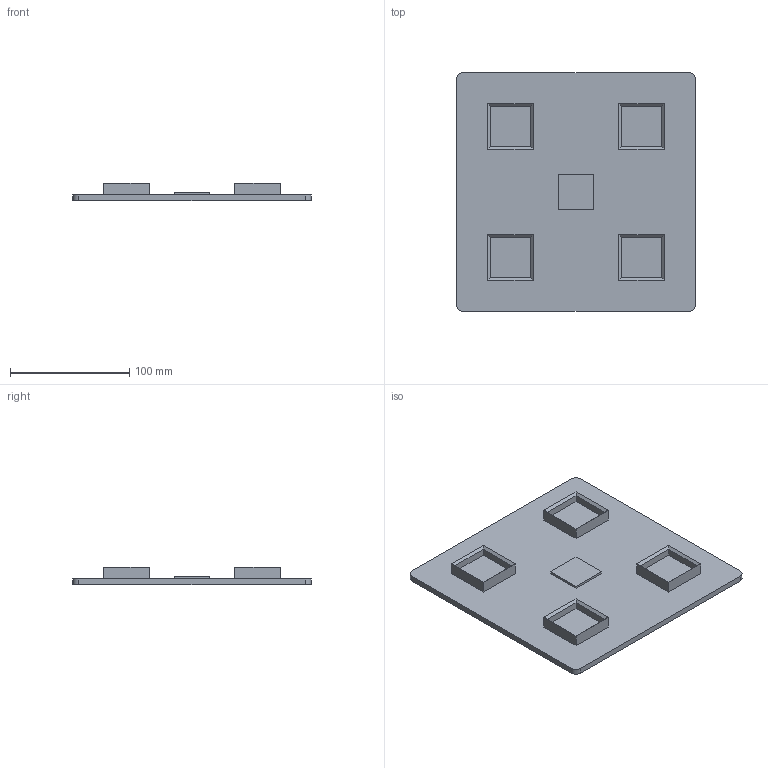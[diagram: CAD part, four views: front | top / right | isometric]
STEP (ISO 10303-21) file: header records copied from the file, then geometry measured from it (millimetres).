
FILE_DESCRIPTION(/* description */ (''),/* implementation_level */ '2;1');
FILE_NAME(/* name */ 'testovaci_podlozka.stp',/* time_stamp */ '2025-03-28T14:13:34+01:00',/* author */ ('lisnik'),/* organization */ (''),/* preprocessor_version */ 'ST-DEVELOPER v19',/* originating_system */ 'Autodesk Inventor 2023',/* authorisation */ '');
FILE_SCHEMA (('AUTOMOTIVE_DESIGN { 1 0 10303 214 3 1 1 }'));
Length unit declared in the file: millimetre
Products named in the file (1): testovaci_podlozka
Bounding box: 200 x 200 x 15 mm (x, y, z)
Volume: 221330 mm3; surface area: 93975.3 mm2
Topology: 1 solids, 1 shells, 67 faces, 148 edges, 88 vertices
Faces by surface type: plane 63, cylinder 4
Entity records: 1817 total; most frequent: CARTESIAN_POINT 304, ORIENTED_EDGE 296, DIRECTION 292, EDGE_CURVE 148, LINE 140, VECTOR 140, VERTEX_POINT 88, AXIS2_PLACEMENT_3D 76
